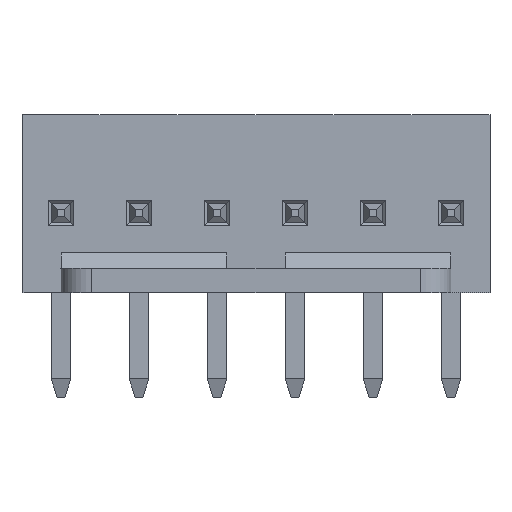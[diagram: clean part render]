
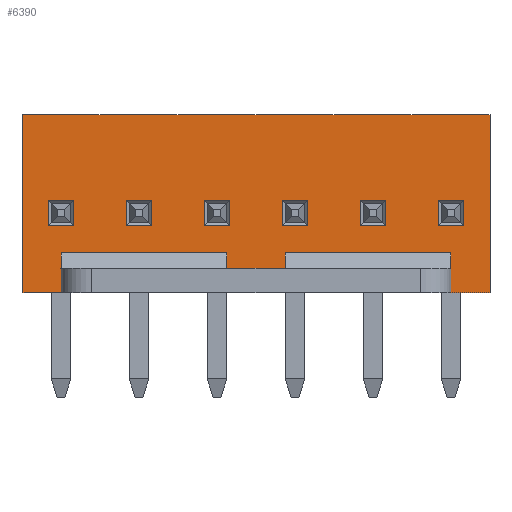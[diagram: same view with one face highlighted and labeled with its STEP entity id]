
A CAD part, front view. The second image highlights one B-rep face of the part: STEP entity #6390.
In plain terms, the highlighted face is planar.
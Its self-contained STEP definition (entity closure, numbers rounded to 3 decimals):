
#208=PLANE('',#6685);
#676=LINE('',#8814,#1278);
#679=LINE('',#8820,#1281);
#680=LINE('',#8822,#1282);
#684=LINE('',#8829,#1286);
#688=LINE('',#8838,#1290);
#691=LINE('',#8844,#1293);
#692=LINE('',#8846,#1294);
#696=LINE('',#8853,#1298);
#700=LINE('',#8862,#1302);
#703=LINE('',#8868,#1305);
#704=LINE('',#8870,#1306);
#708=LINE('',#8877,#1310);
#712=LINE('',#8886,#1314);
#715=LINE('',#8892,#1317);
#716=LINE('',#8894,#1318);
#720=LINE('',#8901,#1322);
#724=LINE('',#8910,#1326);
#727=LINE('',#8916,#1329);
#728=LINE('',#8918,#1330);
#732=LINE('',#8925,#1334);
#736=LINE('',#8934,#1338);
#739=LINE('',#8940,#1341);
#740=LINE('',#8942,#1342);
#744=LINE('',#8949,#1346);
#753=LINE('',#8976,#1355);
#756=LINE('',#8981,#1358);
#761=LINE('',#8991,#1363);
#763=LINE('',#8995,#1365);
#764=LINE('',#8998,#1366);
#765=LINE('',#8999,#1367);
#766=LINE('',#9000,#1368);
#767=LINE('',#9001,#1369);
#1278=VECTOR('',#7542,1000.);
#1281=VECTOR('',#7547,1000.);
#1282=VECTOR('',#7550,1000.);
#1286=VECTOR('',#7556,1000.);
#1290=VECTOR('',#7562,1000.);
#1293=VECTOR('',#7567,1000.);
#1294=VECTOR('',#7570,1000.);
#1298=VECTOR('',#7576,1000.);
#1302=VECTOR('',#7582,1000.);
#1305=VECTOR('',#7587,1000.);
#1306=VECTOR('',#7590,1000.);
#1310=VECTOR('',#7596,1000.);
#1314=VECTOR('',#7602,1000.);
#1317=VECTOR('',#7607,1000.);
#1318=VECTOR('',#7610,1000.);
#1322=VECTOR('',#7616,1000.);
#1326=VECTOR('',#7622,1000.);
#1329=VECTOR('',#7627,1000.);
#1330=VECTOR('',#7630,1000.);
#1334=VECTOR('',#7636,1000.);
#1338=VECTOR('',#7642,1000.);
#1341=VECTOR('',#7647,1000.);
#1342=VECTOR('',#7650,1000.);
#1346=VECTOR('',#7656,1000.);
#1355=VECTOR('',#7681,1000.);
#1358=VECTOR('',#7684,1000.);
#1363=VECTOR('',#7693,1000.);
#1365=VECTOR('',#7697,1000.);
#1366=VECTOR('',#7698,1000.);
#1367=VECTOR('',#7699,1000.);
#1368=VECTOR('',#7700,1000.);
#1369=VECTOR('',#7701,1000.);
#2440=ORIENTED_EDGE('',*,*,#3179,.T.);
#2441=ORIENTED_EDGE('',*,*,#3184,.T.);
#2442=ORIENTED_EDGE('',*,*,#3180,.T.);
#2443=ORIENTED_EDGE('',*,*,#3176,.T.);
#2444=ORIENTED_EDGE('',*,*,#3203,.T.);
#2445=ORIENTED_EDGE('',*,*,#3208,.T.);
#2446=ORIENTED_EDGE('',*,*,#3204,.T.);
#2447=ORIENTED_EDGE('',*,*,#3200,.T.);
#2448=ORIENTED_EDGE('',*,*,#3227,.T.);
#2449=ORIENTED_EDGE('',*,*,#3232,.T.);
#2450=ORIENTED_EDGE('',*,*,#3228,.T.);
#2451=ORIENTED_EDGE('',*,*,#3224,.T.);
#2452=ORIENTED_EDGE('',*,*,#3215,.T.);
#2453=ORIENTED_EDGE('',*,*,#3220,.T.);
#2454=ORIENTED_EDGE('',*,*,#3216,.T.);
#2455=ORIENTED_EDGE('',*,*,#3212,.T.);
#2456=ORIENTED_EDGE('',*,*,#3191,.T.);
#2457=ORIENTED_EDGE('',*,*,#3196,.T.);
#2458=ORIENTED_EDGE('',*,*,#3192,.T.);
#2459=ORIENTED_EDGE('',*,*,#3188,.T.);
#2460=ORIENTED_EDGE('',*,*,#3167,.T.);
#2461=ORIENTED_EDGE('',*,*,#3172,.T.);
#2462=ORIENTED_EDGE('',*,*,#3168,.T.);
#2463=ORIENTED_EDGE('',*,*,#3164,.T.);
#2464=ORIENTED_EDGE('',*,*,#3255,.T.);
#2465=ORIENTED_EDGE('',*,*,#3256,.F.);
#2466=ORIENTED_EDGE('',*,*,#3245,.F.);
#2467=ORIENTED_EDGE('',*,*,#3257,.F.);
#2468=ORIENTED_EDGE('',*,*,#3253,.F.);
#2469=ORIENTED_EDGE('',*,*,#3258,.T.);
#2470=ORIENTED_EDGE('',*,*,#3248,.F.);
#2471=ORIENTED_EDGE('',*,*,#3259,.F.);
#3164=EDGE_CURVE('',#3645,#3647,#676,.T.);
#3167=EDGE_CURVE('',#3647,#3649,#679,.T.);
#3168=EDGE_CURVE('',#3650,#3645,#680,.T.);
#3172=EDGE_CURVE('',#3649,#3650,#684,.T.);
#3176=EDGE_CURVE('',#3653,#3655,#688,.T.);
#3179=EDGE_CURVE('',#3655,#3657,#691,.T.);
#3180=EDGE_CURVE('',#3658,#3653,#692,.T.);
#3184=EDGE_CURVE('',#3657,#3658,#696,.T.);
#3188=EDGE_CURVE('',#3661,#3663,#700,.T.);
#3191=EDGE_CURVE('',#3663,#3665,#703,.T.);
#3192=EDGE_CURVE('',#3666,#3661,#704,.T.);
#3196=EDGE_CURVE('',#3665,#3666,#708,.T.);
#3200=EDGE_CURVE('',#3669,#3671,#712,.T.);
#3203=EDGE_CURVE('',#3671,#3673,#715,.T.);
#3204=EDGE_CURVE('',#3674,#3669,#716,.T.);
#3208=EDGE_CURVE('',#3673,#3674,#720,.T.);
#3212=EDGE_CURVE('',#3677,#3679,#724,.T.);
#3215=EDGE_CURVE('',#3679,#3681,#727,.T.);
#3216=EDGE_CURVE('',#3682,#3677,#728,.T.);
#3220=EDGE_CURVE('',#3681,#3682,#732,.T.);
#3224=EDGE_CURVE('',#3685,#3687,#736,.T.);
#3227=EDGE_CURVE('',#3687,#3689,#739,.T.);
#3228=EDGE_CURVE('',#3690,#3685,#740,.T.);
#3232=EDGE_CURVE('',#3689,#3690,#744,.T.);
#3245=EDGE_CURVE('',#3701,#3702,#753,.T.);
#3248=EDGE_CURVE('',#3703,#3704,#756,.T.);
#3253=EDGE_CURVE('',#3706,#3707,#761,.T.);
#3255=EDGE_CURVE('',#3708,#3709,#763,.T.);
#3256=EDGE_CURVE('',#3702,#3709,#764,.T.);
#3257=EDGE_CURVE('',#3707,#3701,#765,.T.);
#3258=EDGE_CURVE('',#3706,#3704,#766,.T.);
#3259=EDGE_CURVE('',#3708,#3703,#767,.T.);
#3645=VERTEX_POINT('',#8809);
#3647=VERTEX_POINT('',#8813);
#3649=VERTEX_POINT('',#8819);
#3650=VERTEX_POINT('',#8823);
#3653=VERTEX_POINT('',#8833);
#3655=VERTEX_POINT('',#8837);
#3657=VERTEX_POINT('',#8843);
#3658=VERTEX_POINT('',#8847);
#3661=VERTEX_POINT('',#8857);
#3663=VERTEX_POINT('',#8861);
#3665=VERTEX_POINT('',#8867);
#3666=VERTEX_POINT('',#8871);
#3669=VERTEX_POINT('',#8881);
#3671=VERTEX_POINT('',#8885);
#3673=VERTEX_POINT('',#8891);
#3674=VERTEX_POINT('',#8895);
#3677=VERTEX_POINT('',#8905);
#3679=VERTEX_POINT('',#8909);
#3681=VERTEX_POINT('',#8915);
#3682=VERTEX_POINT('',#8919);
#3685=VERTEX_POINT('',#8929);
#3687=VERTEX_POINT('',#8933);
#3689=VERTEX_POINT('',#8939);
#3690=VERTEX_POINT('',#8943);
#3701=VERTEX_POINT('',#8975);
#3702=VERTEX_POINT('',#8977);
#3703=VERTEX_POINT('',#8980);
#3704=VERTEX_POINT('',#8982);
#3706=VERTEX_POINT('',#8990);
#3707=VERTEX_POINT('',#8992);
#3708=VERTEX_POINT('',#8996);
#3709=VERTEX_POINT('',#8997);
#4004=EDGE_LOOP('',(#2440,#2441,#2442,#2443));
#4005=EDGE_LOOP('',(#2444,#2445,#2446,#2447));
#4006=EDGE_LOOP('',(#2448,#2449,#2450,#2451));
#4007=EDGE_LOOP('',(#2452,#2453,#2454,#2455));
#4008=EDGE_LOOP('',(#2456,#2457,#2458,#2459));
#4009=EDGE_LOOP('',(#2460,#2461,#2462,#2463));
#4010=EDGE_LOOP('',(#2464,#2465,#2466,#2467,#2468,#2469,#2470,#2471));
#4288=FACE_BOUND('',#4004,.T.);
#4289=FACE_BOUND('',#4005,.T.);
#4290=FACE_BOUND('',#4006,.T.);
#4291=FACE_BOUND('',#4007,.T.);
#4292=FACE_BOUND('',#4008,.T.);
#4293=FACE_BOUND('',#4009,.T.);
#4294=FACE_BOUND('',#4010,.T.);
#6390=ADVANCED_FACE('',(#4288,#4289,#4290,#4291,#4292,#4293,#4294),#208,
 .T.);
#6685=AXIS2_PLACEMENT_3D('',#8994,#7695,#7696);
#7542=DIRECTION('',(0.,-1.,0.));
#7547=DIRECTION('',(-1.,0.,0.));
#7550=DIRECTION('',(1.,0.,0.));
#7556=DIRECTION('',(0.,1.,0.));
#7562=DIRECTION('',(0.,-1.,0.));
#7567=DIRECTION('',(-1.,0.,0.));
#7570=DIRECTION('',(1.,0.,0.));
#7576=DIRECTION('',(0.,1.,0.));
#7582=DIRECTION('',(0.,-1.,0.));
#7587=DIRECTION('',(-1.,0.,0.));
#7590=DIRECTION('',(1.,0.,0.));
#7596=DIRECTION('',(0.,1.,0.));
#7602=DIRECTION('',(0.,-1.,0.));
#7607=DIRECTION('',(-1.,0.,0.));
#7610=DIRECTION('',(1.,0.,0.));
#7616=DIRECTION('',(0.,1.,0.));
#7622=DIRECTION('',(0.,-1.,0.));
#7627=DIRECTION('',(-1.,0.,0.));
#7630=DIRECTION('',(1.,0.,0.));
#7636=DIRECTION('',(0.,1.,0.));
#7642=DIRECTION('',(0.,-1.,0.));
#7647=DIRECTION('',(-1.,0.,0.));
#7650=DIRECTION('',(1.,0.,0.));
#7656=DIRECTION('',(0.,1.,0.));
#7681=DIRECTION('',(1.,0.,0.));
#7684=DIRECTION('',(1.,0.,0.));
#7693=DIRECTION('',(-1.,0.,0.));
#7695=DIRECTION('',(0.,0.,1.));
#7696=DIRECTION('',(1.,0.,0.));
#7697=DIRECTION('',(-1.,0.,0.));
#7698=DIRECTION('',(0.,-1.,0.));
#7699=DIRECTION('',(0.,1.,0.));
#7700=DIRECTION('',(0.,1.,0.));
#7701=DIRECTION('',(0.,1.,0.));
#8809=CARTESIAN_POINT('',(6.77,0.72,-2.45));
#8813=CARTESIAN_POINT('',(6.77,-0.12,-2.45));
#8814=CARTESIAN_POINT('',(6.77,-2.9,-2.45));
#8819=CARTESIAN_POINT('',(5.93,-0.12,-2.45));
#8820=CARTESIAN_POINT('',(7.62,-0.12,-2.45));
#8822=CARTESIAN_POINT('',(7.62,0.72,-2.45));
#8823=CARTESIAN_POINT('',(5.93,0.72,-2.45));
#8829=CARTESIAN_POINT('',(5.93,-2.9,-2.45));
#8833=CARTESIAN_POINT('',(4.23,0.72,-2.45));
#8837=CARTESIAN_POINT('',(4.23,-0.12,-2.45));
#8838=CARTESIAN_POINT('',(4.23,-2.9,-2.45));
#8843=CARTESIAN_POINT('',(3.39,-0.12,-2.45));
#8844=CARTESIAN_POINT('',(7.62,-0.12,-2.45));
#8846=CARTESIAN_POINT('',(7.62,0.72,-2.45));
#8847=CARTESIAN_POINT('',(3.39,0.72,-2.45));
#8853=CARTESIAN_POINT('',(3.39,-2.9,-2.45));
#8857=CARTESIAN_POINT('',(1.69,0.72,-2.45));
#8861=CARTESIAN_POINT('',(1.69,-0.12,-2.45));
#8862=CARTESIAN_POINT('',(1.69,-2.9,-2.45));
#8867=CARTESIAN_POINT('',(0.85,-0.12,-2.45));
#8868=CARTESIAN_POINT('',(7.62,-0.12,-2.45));
#8870=CARTESIAN_POINT('',(7.62,0.72,-2.45));
#8871=CARTESIAN_POINT('',(0.85,0.72,-2.45));
#8877=CARTESIAN_POINT('',(0.85,-2.9,-2.45));
#8881=CARTESIAN_POINT('',(-0.85,0.72,-2.45));
#8885=CARTESIAN_POINT('',(-0.85,-0.12,-2.45));
#8886=CARTESIAN_POINT('',(-0.85,-2.9,-2.45));
#8891=CARTESIAN_POINT('',(-1.69,-0.12,-2.45));
#8892=CARTESIAN_POINT('',(7.62,-0.12,-2.45));
#8894=CARTESIAN_POINT('',(7.62,0.72,-2.45));
#8895=CARTESIAN_POINT('',(-1.69,0.72,-2.45));
#8901=CARTESIAN_POINT('',(-1.69,-2.9,-2.45));
#8905=CARTESIAN_POINT('',(-3.39,0.72,-2.45));
#8909=CARTESIAN_POINT('',(-3.39,-0.12,-2.45));
#8910=CARTESIAN_POINT('',(-3.39,-2.9,-2.45));
#8915=CARTESIAN_POINT('',(-4.23,-0.12,-2.45));
#8916=CARTESIAN_POINT('',(7.62,-0.12,-2.45));
#8918=CARTESIAN_POINT('',(7.62,0.72,-2.45));
#8919=CARTESIAN_POINT('',(-4.23,0.72,-2.45));
#8925=CARTESIAN_POINT('',(-4.23,-2.9,-2.45));
#8929=CARTESIAN_POINT('',(-5.93,0.72,-2.45));
#8933=CARTESIAN_POINT('',(-5.93,-0.12,-2.45));
#8934=CARTESIAN_POINT('',(-5.93,-2.9,-2.45));
#8939=CARTESIAN_POINT('',(-6.77,-0.12,-2.45));
#8940=CARTESIAN_POINT('',(7.62,-0.12,-2.45));
#8942=CARTESIAN_POINT('',(7.62,0.72,-2.45));
#8943=CARTESIAN_POINT('',(-6.77,0.72,-2.45));
#8949=CARTESIAN_POINT('',(-6.77,-2.9,-2.45));
#8975=CARTESIAN_POINT('',(-7.62,2.9,-2.45));
#8976=CARTESIAN_POINT('',(-7.62,2.9,-2.45));
#8977=CARTESIAN_POINT('',(-6.35,2.9,-2.45));
#8980=CARTESIAN_POINT('',(6.35,2.9,-2.45));
#8981=CARTESIAN_POINT('',(6.35,2.9,-2.45));
#8982=CARTESIAN_POINT('',(7.62,2.9,-2.45));
#8990=CARTESIAN_POINT('',(7.62,-2.9,-2.45));
#8991=CARTESIAN_POINT('',(7.62,-2.9,-2.45));
#8992=CARTESIAN_POINT('',(-7.62,-2.9,-2.45));
#8994=CARTESIAN_POINT('',(7.62,-2.9,-2.45));
#8995=CARTESIAN_POINT('',(7.62,2.1,-2.45));
#8996=CARTESIAN_POINT('',(6.35,2.1,-2.45));
#8997=CARTESIAN_POINT('',(-6.35,2.1,-2.45));
#8998=CARTESIAN_POINT('',(-6.35,2.9,-2.45));
#8999=CARTESIAN_POINT('',(-7.62,-2.9,-2.45));
#9000=CARTESIAN_POINT('',(7.62,-2.9,-2.45));
#9001=CARTESIAN_POINT('',(6.35,2.1,-2.45));
